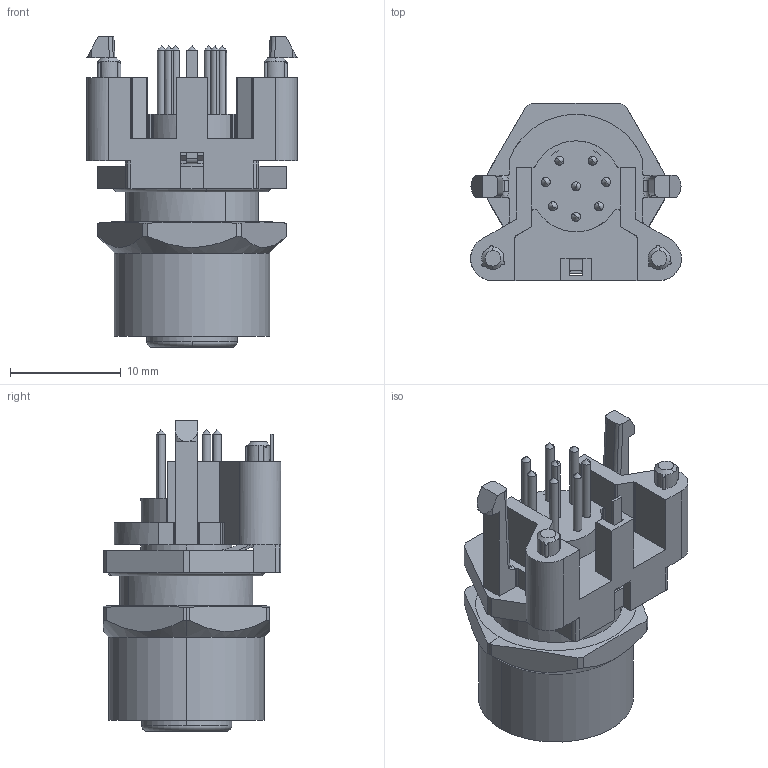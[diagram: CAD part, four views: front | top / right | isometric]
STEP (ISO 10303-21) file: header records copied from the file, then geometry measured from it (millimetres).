
FILE_DESCRIPTION(('CATIA V5R24 STEP','CAx-IF Rec.Pracs.--- Model Styling and Organization---1.2---2011-12-15'),'2;1');
FILE_NAME ('D1461767_0_2421850000_2421850000.stp','2017-04-21T05:56:37+00:00',('none'),('Weidmueller'),'CATIA Version 5-6 Release 2014 SP4 HF52','CATIA V5 STEP AP214','none');
FILE_SCHEMA(('AUTOMOTIVE_DESIGN { 1 0 10303 214 1 1 1 1 }'));
Length unit declared in the file: millimetre
Products named in the file (1): v5-standard_part
Bounding box: 19 x 16 x 28 mm (x, y, z)
Volume: 2967.5 mm3; surface area: 4664.1 mm2
Topology: 1 solids, 9 shells, 878 faces, 2471 edges, 1584 vertices
Faces by surface type: cylinder 314, plane 290, bspline 150, cone 66, torus 58
Entity records: 31191 total; most frequent: CARTESIAN_POINT 10315, ORIENTED_EDGE 4754, DIRECTION 3030, EDGE_CURVE 2377, VERTEX_POINT 1576, AXIS2_PLACEMENT_3D 1359, EDGE_LOOP 951, VECTOR 942
